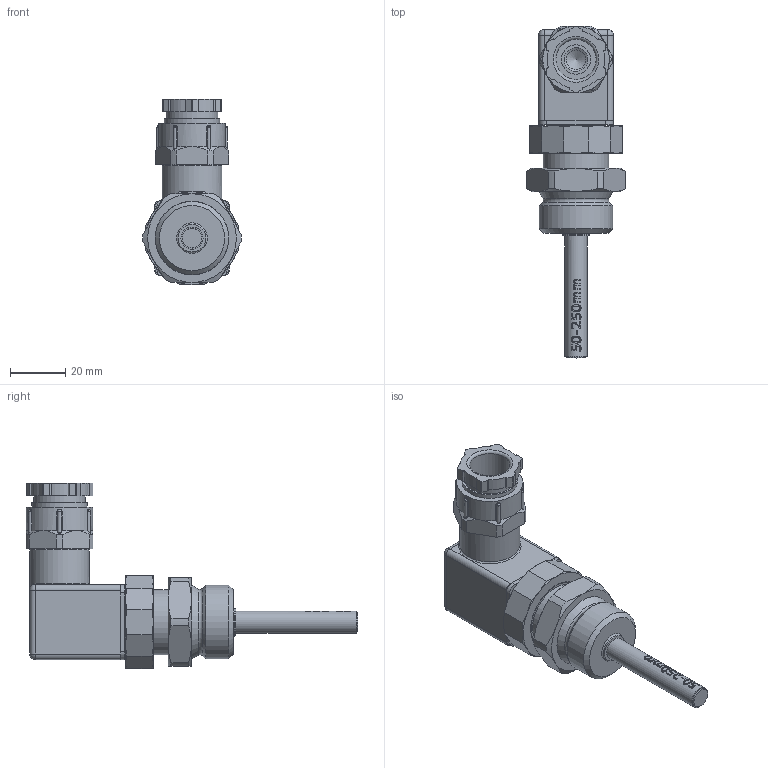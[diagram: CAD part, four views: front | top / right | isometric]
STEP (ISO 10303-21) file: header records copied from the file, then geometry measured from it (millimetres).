
FILE_DESCRIPTION((''),'2;1');
FILE_NAME('WEB084Z8146.step','2015-03-05T10:10:45',(''),(''),'Autodesk Inventor 2012','Autodesk Inventor 2012','');
FILE_SCHEMA(('AUTOMOTIVE_DESIGN { 1 2 10303 214 0 1 1 1 }'));
Length unit declared in the file: millimetre
Products named in the file (1): WEB084Z8146
Bounding box: 35.49 x 119.6 x 66.75 mm (x, y, z)
Volume: 63000 mm3; surface area: 16934.3 mm2
Topology: 1 solids, 1 shells, 402 faces, 1042 edges, 672 vertices
Faces by surface type: plane 145, cylinder 98, bspline 88, cone 53, sphere 11, torus 7
Full cylindrical faces by diameter (mm): 6 x1, 6.8 x1, 6.95 x1, 7 x1, 7.2 x1, 8 x1, 8.5 x1, 10 x1, 10.6 x1, 11.8 x1, 13.6 x1, 14.5 x1, 18.6 x1, 18.7 x1, 20 x1, 21.4 x1, 21.6 x1, 23.5 x1, 24 x1, 25.376 x1, 26.441 x1
Entity records: 34719 total; most frequent: CARTESIAN_POINT 25684, ORIENTED_EDGE 1990, DIRECTION 1532, EDGE_CURVE 995, VERTEX_POINT 662, AXIS2_PLACEMENT_3D 581, EDGE_LOOP 469, FACE_OUTER_BOUND 402
